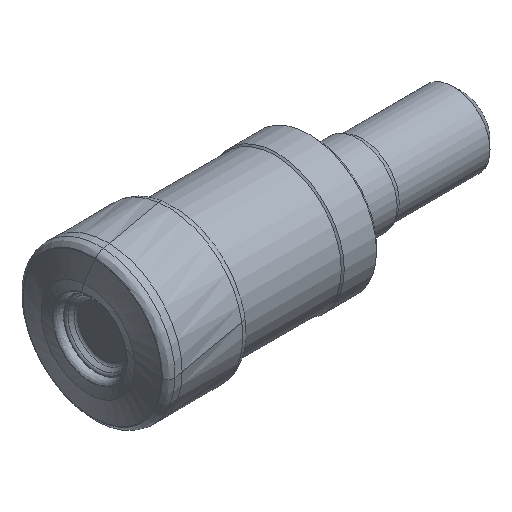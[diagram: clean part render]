
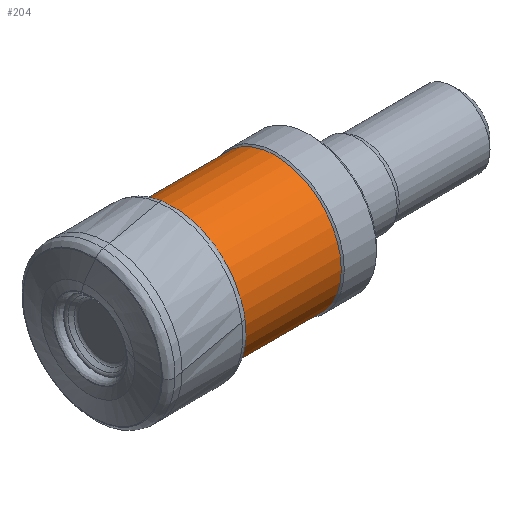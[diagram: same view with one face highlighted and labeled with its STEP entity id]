
A CAD part, isometric view. The second image highlights one B-rep face of the part: STEP entity #204.
In plain terms, the highlighted cylindrical face has radius 8.8 mm (diameter 17.6 mm), a full revolution.
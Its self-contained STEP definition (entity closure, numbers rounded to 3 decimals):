
#204=ADVANCED_FACE('',(#274,#275),#251,.T.);
#251=CYLINDRICAL_SURFACE('',#792,8.8);
#274=FACE_BOUND('',#316,.T.);
#275=FACE_BOUND('',#317,.T.);
#316=EDGE_LOOP('',(#394));
#317=EDGE_LOOP('',(#395));
#394=ORIENTED_EDGE('',*,*,#626,.F.);
#395=ORIENTED_EDGE('',*,*,#627,.T.);
#569=VERTEX_POINT('',#1094);
#570=VERTEX_POINT('',#1105);
#626=EDGE_CURVE('',#569,#569,#719,.T.);
#627=EDGE_CURVE('',#570,#570,#720,.T.);
#719=CIRCLE('',#790,8.8);
#720=CIRCLE('',#791,8.8);
#790=AXIS2_PLACEMENT_3D('',#1093,#893,#894);
#791=AXIS2_PLACEMENT_3D('',#1104,#896,#897);
#792=AXIS2_PLACEMENT_3D('',#1106,#898,#899);
#893=DIRECTION('',(-1.,0.,0.));
#894=DIRECTION('',(0.,0.,1.));
#896=DIRECTION('',(-1.,0.,0.));
#897=DIRECTION('',(0.,0.,1.));
#898=DIRECTION('',(-1.,0.,0.));
#899=DIRECTION('',(0.,0.,1.));
#1093=CARTESIAN_POINT('',(8.989,0.,0.));
#1094=CARTESIAN_POINT('',(8.989,0.,8.8));
#1104=CARTESIAN_POINT('',(25.,0.,0.));
#1105=CARTESIAN_POINT('',(25.,0.,8.8));
#1106=CARTESIAN_POINT('',(2.,0.,0.));
